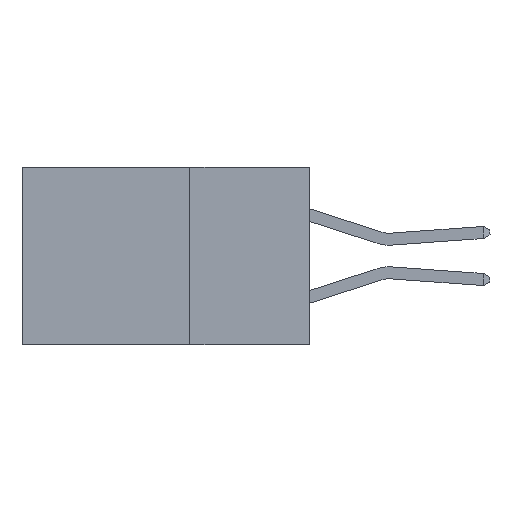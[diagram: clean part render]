
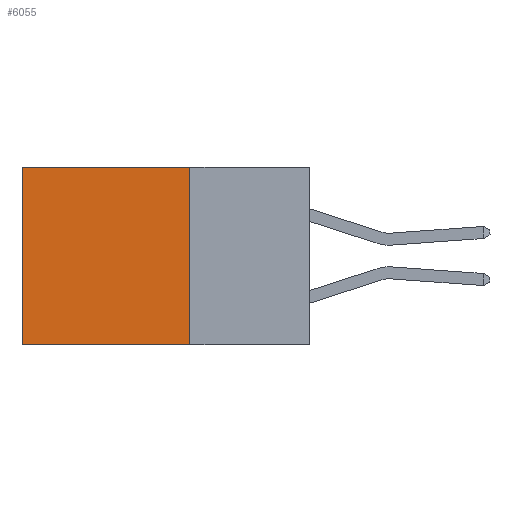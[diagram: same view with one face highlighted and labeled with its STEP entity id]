
A CAD part, left-side view. The second image highlights one B-rep face of the part: STEP entity #6055.
In plain terms, the highlighted planar face has unit normal (-1, 0, 0).
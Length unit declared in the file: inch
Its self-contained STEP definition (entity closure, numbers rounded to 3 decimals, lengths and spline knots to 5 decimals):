
#56 = EDGE_CURVE ( 'NONE', #12371, #7937, #2540, .T. ) ;
#1643 = ORIENTED_EDGE ( 'NONE', *, *, #2112, .F. ) ;
#2075 = CARTESIAN_POINT ( 'NONE',  ( 0.298, 0.25, -0.37 ) ) ;
#2112 = EDGE_CURVE ( 'NONE', #8385, #13163, #4298, .T. ) ;
#2304 = LINE ( 'NONE', #4567, #7448 ) ;
#2540 = LINE ( 'NONE', #2873, #10376 ) ;
#2873 = CARTESIAN_POINT ( 'NONE',  ( 0.298, 0.6, 0. ) ) ;
#3543 = CARTESIAN_POINT ( 'NONE',  ( 0.298, 0.25, 0. ) ) ;
#3799 = CARTESIAN_POINT ( 'NONE',  ( 0.298, 0.25, 0. ) ) ;
#4147 = EDGE_LOOP ( 'NONE', ( #10358, #7078, #1643, #7088 ) ) ;
#4155 = DIRECTION ( 'NONE',  ( 0., 0., -1. ) ) ;
#4298 = LINE ( 'NONE', #11903, #4625 ) ;
#4567 = CARTESIAN_POINT ( 'NONE',  ( 0.298, 0.25, -0.37 ) ) ;
#4625 = VECTOR ( 'NONE', #4155, 39.37008 ) ;
#5955 = VECTOR ( 'NONE', #10663, 39.37008 ) ;
#6055 = ADVANCED_FACE ( 'NONE', ( #11170 ), #12106, .F. ) ;
#6450 = EDGE_CURVE ( 'NONE', #8385, #12371, #8306, .T. ) ;
#7075 = DIRECTION ( 'NONE',  ( 0., 0., -1. ) ) ;
#7078 = ORIENTED_EDGE ( 'NONE', *, *, #8870, .F. ) ;
#7088 = ORIENTED_EDGE ( 'NONE', *, *, #6450, .T. ) ;
#7448 = VECTOR ( 'NONE', #11651, 39.37008 ) ;
#7908 = AXIS2_PLACEMENT_3D ( 'NONE', #10047, #13113, #7075 ) ;
#7937 = VERTEX_POINT ( 'NONE', #8005 ) ;
#8005 = CARTESIAN_POINT ( 'NONE',  ( 0.298, 0.6, -0.37 ) ) ;
#8306 = LINE ( 'NONE', #3543, #5955 ) ;
#8385 = VERTEX_POINT ( 'NONE', #3799 ) ;
#8870 = EDGE_CURVE ( 'NONE', #13163, #7937, #2304, .T. ) ;
#10047 = CARTESIAN_POINT ( 'NONE',  ( 0.298, 0.25, 0. ) ) ;
#10358 = ORIENTED_EDGE ( 'NONE', *, *, #56, .T. ) ;
#10376 = VECTOR ( 'NONE', #12065, 39.37008 ) ;
#10663 = DIRECTION ( 'NONE',  ( 0., 1., 0. ) ) ;
#10782 = CARTESIAN_POINT ( 'NONE',  ( 0.298, 0.6, 0. ) ) ;
#11170 = FACE_OUTER_BOUND ( 'NONE', #4147, .T. ) ;
#11651 = DIRECTION ( 'NONE',  ( 0., 1., 0. ) ) ;
#11903 = CARTESIAN_POINT ( 'NONE',  ( 0.298, 0.25, 0. ) ) ;
#12065 = DIRECTION ( 'NONE',  ( 0., 0., -1. ) ) ;
#12106 = PLANE ( 'NONE',  #7908 ) ;
#12371 = VERTEX_POINT ( 'NONE', #10782 ) ;
#13113 = DIRECTION ( 'NONE',  ( 1., 0., 0. ) ) ;
#13163 = VERTEX_POINT ( 'NONE', #2075 ) ;
